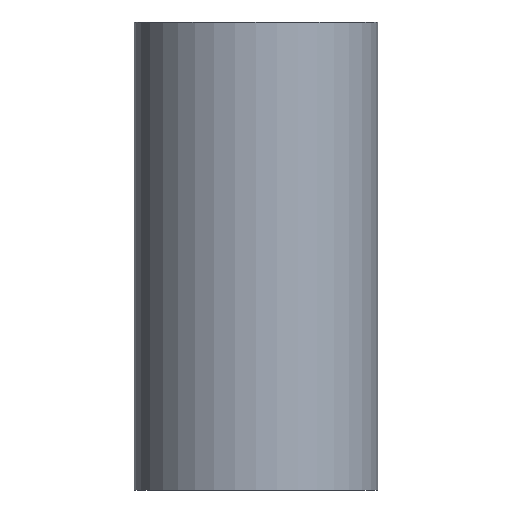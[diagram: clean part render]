
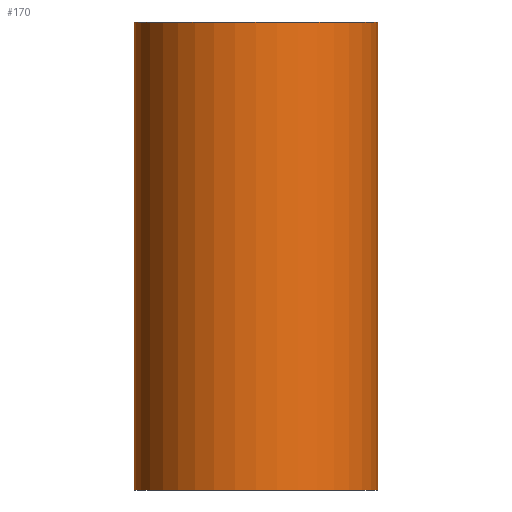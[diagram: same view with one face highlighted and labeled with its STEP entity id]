
A CAD part, left-side view. The second image highlights one B-rep face of the part: STEP entity #170.
In plain terms, the highlighted cylindrical face has radius 25 mm (diameter 50 mm), a full revolution.
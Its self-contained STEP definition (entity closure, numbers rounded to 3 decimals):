
#24=FACE_BOUND($,#66,.T.);
#25=FACE_BOUND($,#67,.T.);
#26=FACE_BOUND($,#68,.T.);
#44=CIRCLE($,#192,25.);
#45=CIRCLE($,#193,25.);
#66=EDGE_LOOP($,(#133,#134,#135,#136));
#67=EDGE_LOOP($,(#137));
#68=EDGE_LOOP($,(#138));
#88=B_SPLINE_CURVE_WITH_KNOTS($,3,(#328,#329,#330,#331,#332,#333,#334,#335,
#336,#337,#338,#339,#340,#341,#342,#343),.UNSPECIFIED.,.F.,.F.,(4,2,2,2,
2,2,2,4),(5.348,5.684,6.02,6.693,
7.025,7.357,7.69,8.022),
 .UNSPECIFIED.);
#89=B_SPLINE_CURVE_WITH_KNOTS($,3,(#345,#346,#347,#348,#349,#350,#351,#352,
#353,#354,#355,#356,#357,#358,#359,#360),.UNSPECIFIED.,.F.,.F.,(4,2,2,2,
2,2,2,4),(-5.348,-5.012,-4.675,-4.003,
-3.67,-3.338,-3.006,-2.674),
 .UNSPECIFIED.);
#90=B_SPLINE_CURVE_WITH_KNOTS($,3,(#362,#363,#364,#365,#366,#367,#368,#369,
#370,#371,#372,#373,#374,#375,#376,#377),.UNSPECIFIED.,.F.,.F.,(4,2,2,2,
2,2,2,4),(8.022,8.354,8.686,9.018,
9.351,10.023,10.359,10.696),
 .UNSPECIFIED.);
#91=B_SPLINE_CURVE_WITH_KNOTS($,3,(#378,#379,#380,#381,#382,#383,#384,#385,
#386,#387,#388,#389,#390,#391,#392,#393),.UNSPECIFIED.,.F.,.F.,(4,2,2,2,
2,2,2,4),(-2.674,-2.342,-2.01,-1.677,
-1.345,-0.673,-0.336,0.),
 .UNSPECIFIED.);
#98=VERTEX_POINT($,#326);
#99=VERTEX_POINT($,#327);
#100=VERTEX_POINT($,#344);
#101=VERTEX_POINT($,#361);
#102=VERTEX_POINT($,#394);
#103=VERTEX_POINT($,#396);
#115=EDGE_CURVE($,#98,#99,#88,.T.);
#116=EDGE_CURVE($,#98,#100,#89,.T.);
#117=EDGE_CURVE($,#100,#101,#90,.T.);
#118=EDGE_CURVE($,#99,#101,#91,.T.);
#119=EDGE_CURVE($,#102,#102,#44,.T.);
#120=EDGE_CURVE($,#103,#103,#45,.T.);
#133=ORIENTED_EDGE($,*,*,#115,.F.);
#134=ORIENTED_EDGE($,*,*,#116,.T.);
#135=ORIENTED_EDGE($,*,*,#117,.T.);
#136=ORIENTED_EDGE($,*,*,#118,.F.);
#137=ORIENTED_EDGE($,*,*,#119,.T.);
#138=ORIENTED_EDGE($,*,*,#120,.F.);
#163=CYLINDRICAL_SURFACE($,#191,25.);
#170=ADVANCED_FACE($,(#24,#25,#26),#163,.T.);
#191=AXIS2_PLACEMENT_3D($,#325,#226,#227);
#192=AXIS2_PLACEMENT_3D($,#395,#228,#229);
#193=AXIS2_PLACEMENT_3D($,#397,#230,#231);
#226=DIRECTION('center_axis',(0.,0.,1.));
#227=DIRECTION('ref_axis',(1.,0.,0.));
#228=DIRECTION('center_axis',(0.,0.,1.));
#229=DIRECTION('ref_axis',(1.,0.,0.));
#230=DIRECTION('center_axis',(0.,0.,1.));
#231=DIRECTION('ref_axis',(1.,0.,0.));
#325=CARTESIAN_POINT('Origin',(0.,0.,0.));
#326=CARTESIAN_POINT('',(18.33,-17.,48.));
#327=CARTESIAN_POINT('',(25.,0.,31.));
#328=CARTESIAN_POINT('Ctrl Pts',(18.33,-17.,48.));
#329=CARTESIAN_POINT('Ctrl Pts',(18.33,-17.,46.879));
#330=CARTESIAN_POINT('Ctrl Pts',(18.436,-16.888,45.742));
#331=CARTESIAN_POINT('Ctrl Pts',(18.839,-16.437,43.515));
#332=CARTESIAN_POINT('Ctrl Pts',(19.135,-16.099,42.424));
#333=CARTESIAN_POINT('Ctrl Pts',(20.189,-14.787,39.316));
#334=CARTESIAN_POINT('Ctrl Pts',(21.11,-13.499,37.457));
#335=CARTESIAN_POINT('Ctrl Pts',(22.321,-11.291,35.249));
#336=CARTESIAN_POINT('Ctrl Pts',(22.726,-10.463,34.556));
#337=CARTESIAN_POINT('Ctrl Pts',(23.478,-8.646,33.321));
#338=CARTESIAN_POINT('Ctrl Pts',(23.823,-7.656,32.779));
#339=CARTESIAN_POINT('Ctrl Pts',(24.396,-5.57,31.899));
#340=CARTESIAN_POINT('Ctrl Pts',(24.622,-4.472,31.559));
#341=CARTESIAN_POINT('Ctrl Pts',(24.925,-2.241,31.11));
#342=CARTESIAN_POINT('Ctrl Pts',(25.,-1.107,31.));
#343=CARTESIAN_POINT('Ctrl Pts',(25.,0.,31.));
#344=CARTESIAN_POINT('',(25.,0.,65.));
#345=CARTESIAN_POINT('Ctrl Pts',(18.33,-17.,48.));
#346=CARTESIAN_POINT('Ctrl Pts',(18.33,-17.,49.121));
#347=CARTESIAN_POINT('Ctrl Pts',(18.436,-16.888,50.258));
#348=CARTESIAN_POINT('Ctrl Pts',(18.839,-16.437,52.485));
#349=CARTESIAN_POINT('Ctrl Pts',(19.135,-16.099,53.576));
#350=CARTESIAN_POINT('Ctrl Pts',(20.189,-14.787,56.684));
#351=CARTESIAN_POINT('Ctrl Pts',(21.11,-13.499,58.543));
#352=CARTESIAN_POINT('Ctrl Pts',(22.321,-11.291,60.751));
#353=CARTESIAN_POINT('Ctrl Pts',(22.726,-10.463,61.444));
#354=CARTESIAN_POINT('Ctrl Pts',(23.478,-8.646,62.679));
#355=CARTESIAN_POINT('Ctrl Pts',(23.823,-7.656,63.221));
#356=CARTESIAN_POINT('Ctrl Pts',(24.396,-5.57,64.101));
#357=CARTESIAN_POINT('Ctrl Pts',(24.622,-4.472,64.441));
#358=CARTESIAN_POINT('Ctrl Pts',(24.925,-2.241,64.89));
#359=CARTESIAN_POINT('Ctrl Pts',(25.,-1.107,65.));
#360=CARTESIAN_POINT('Ctrl Pts',(25.,0.,65.));
#361=CARTESIAN_POINT('',(18.33,17.,48.));
#362=CARTESIAN_POINT('Ctrl Pts',(25.,0.,65.));
#363=CARTESIAN_POINT('Ctrl Pts',(25.,1.107,65.));
#364=CARTESIAN_POINT('Ctrl Pts',(24.925,2.241,64.89));
#365=CARTESIAN_POINT('Ctrl Pts',(24.622,4.472,64.441));
#366=CARTESIAN_POINT('Ctrl Pts',(24.396,5.57,64.101));
#367=CARTESIAN_POINT('Ctrl Pts',(23.823,7.656,63.221));
#368=CARTESIAN_POINT('Ctrl Pts',(23.478,8.646,62.679));
#369=CARTESIAN_POINT('Ctrl Pts',(22.726,10.463,61.444));
#370=CARTESIAN_POINT('Ctrl Pts',(22.321,11.291,60.751));
#371=CARTESIAN_POINT('Ctrl Pts',(21.11,13.499,58.543));
#372=CARTESIAN_POINT('Ctrl Pts',(20.189,14.787,56.684));
#373=CARTESIAN_POINT('Ctrl Pts',(19.135,16.099,53.576));
#374=CARTESIAN_POINT('Ctrl Pts',(18.839,16.437,52.485));
#375=CARTESIAN_POINT('Ctrl Pts',(18.436,16.888,50.258));
#376=CARTESIAN_POINT('Ctrl Pts',(18.33,17.,49.121));
#377=CARTESIAN_POINT('Ctrl Pts',(18.33,17.,48.));
#378=CARTESIAN_POINT('Ctrl Pts',(25.,0.,31.));
#379=CARTESIAN_POINT('Ctrl Pts',(25.,1.107,31.));
#380=CARTESIAN_POINT('Ctrl Pts',(24.925,2.241,31.11));
#381=CARTESIAN_POINT('Ctrl Pts',(24.622,4.472,31.559));
#382=CARTESIAN_POINT('Ctrl Pts',(24.396,5.57,31.899));
#383=CARTESIAN_POINT('Ctrl Pts',(23.823,7.656,32.779));
#384=CARTESIAN_POINT('Ctrl Pts',(23.478,8.646,33.321));
#385=CARTESIAN_POINT('Ctrl Pts',(22.726,10.463,34.556));
#386=CARTESIAN_POINT('Ctrl Pts',(22.321,11.291,35.249));
#387=CARTESIAN_POINT('Ctrl Pts',(21.11,13.499,37.457));
#388=CARTESIAN_POINT('Ctrl Pts',(20.189,14.787,39.316));
#389=CARTESIAN_POINT('Ctrl Pts',(19.135,16.099,42.424));
#390=CARTESIAN_POINT('Ctrl Pts',(18.839,16.437,43.515));
#391=CARTESIAN_POINT('Ctrl Pts',(18.436,16.888,45.742));
#392=CARTESIAN_POINT('Ctrl Pts',(18.33,17.,46.879));
#393=CARTESIAN_POINT('Ctrl Pts',(18.33,17.,48.));
#394=CARTESIAN_POINT('',(25.,0.,0.));
#395=CARTESIAN_POINT('Origin',(0.,0.,0.));
#396=CARTESIAN_POINT('',(-25.,0.,96.));
#397=CARTESIAN_POINT('Origin',(0.,0.,96.));
